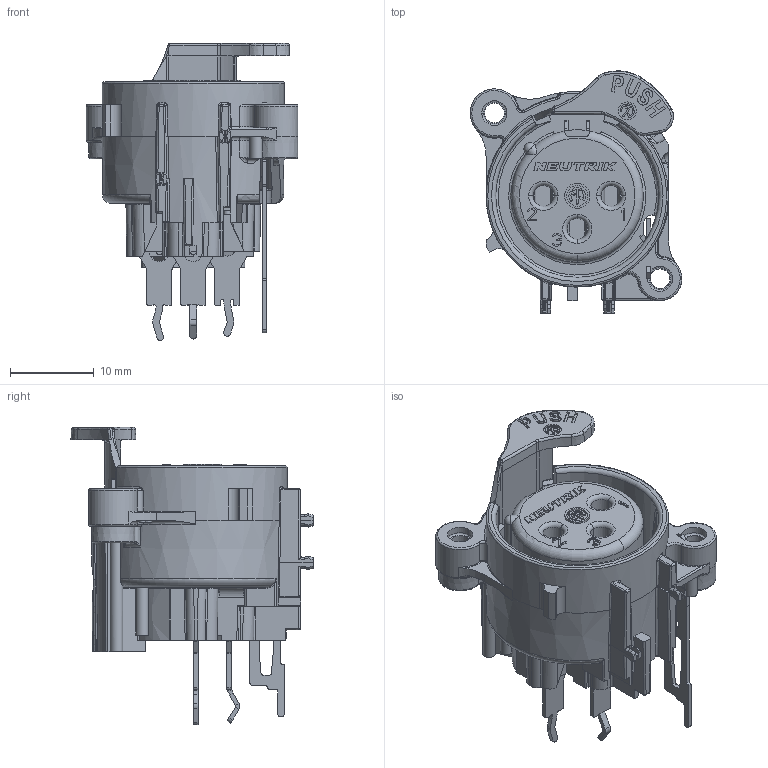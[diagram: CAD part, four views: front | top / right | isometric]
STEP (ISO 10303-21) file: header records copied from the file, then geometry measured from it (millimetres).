
FILE_DESCRIPTION((''),'2;1');
FILE_NAME('30010762','2023-07-05T09:45:23',('SYSTEM'),(''),'CREO PARAMETRIC BY PTC INC, 2021184','CREO PARAMETRIC BY PTC INC, 2021184','');
FILE_SCHEMA(('CONFIG_CONTROL_DESIGN'));
Products named in the file (1): 30010762
Bounding box: 25.3 x 28.94 x 35.51 mm (x, y, z)
Volume: 6102.6 mm3; surface area: 5349.6 mm2
Topology: 1 solids, 1 shells, 1481 faces, 4023 edges, 2576 vertices
Faces by surface type: plane 728, cylinder 348, bspline 169, torus 105, cone 56, extrusion 52, sphere 22, revolution 1
Entity records: 52980 total; most frequent: CARTESIAN_POINT 16973, ORIENTED_EDGE 8044, DIRECTION 6786, EDGE_CURVE 4022, VERTEX_POINT 2576, VECTOR 2329, LINE 2277, AXIS2_PLACEMENT_3D 2228
